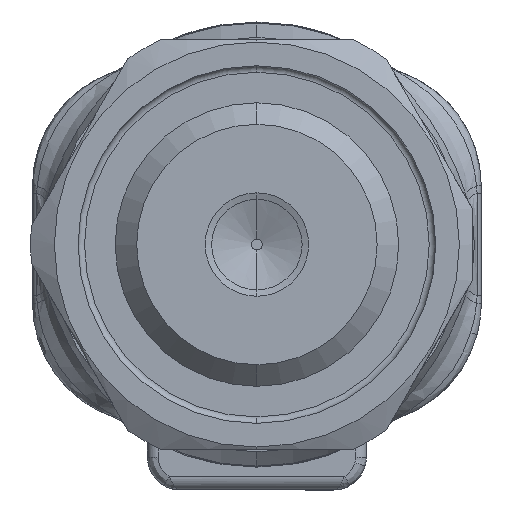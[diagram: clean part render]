
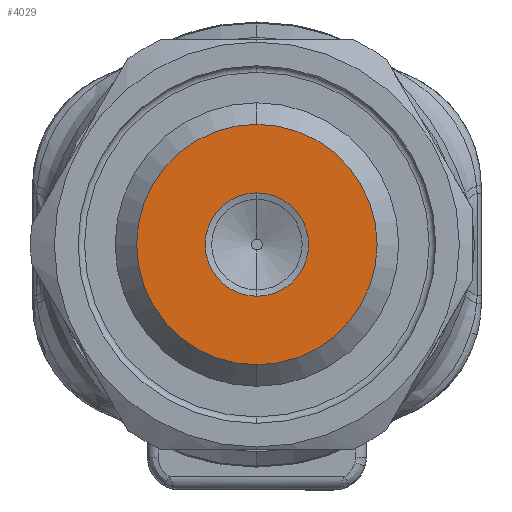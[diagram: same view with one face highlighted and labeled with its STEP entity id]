
A CAD part, front view. The second image highlights one B-rep face of the part: STEP entity #4029.
In plain terms, the highlighted planar face has unit normal (0, -1, 0).
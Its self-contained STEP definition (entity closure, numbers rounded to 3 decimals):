
#392 = DIRECTION ( 'NONE',  ( 0., -1., 0. ) ) ;
#546 = DIRECTION ( 'NONE',  ( 0., -1., 0. ) ) ;
#688 = FACE_BOUND ( 'NONE', #3577, .T. ) ;
#1141 = CIRCLE ( 'NONE', #6460, 2.4 ) ;
#1220 = CARTESIAN_POINT ( 'NONE',  ( 0., 0., 0. ) ) ;
#1480 = VERTEX_POINT ( 'NONE', #3017 ) ;
#2010 = AXIS2_PLACEMENT_3D ( 'NONE', #7236, #13352, #12402 ) ;
#2269 = FACE_OUTER_BOUND ( 'NONE', #4605, .T. ) ;
#2343 = EDGE_CURVE ( 'NONE', #13490, #2936, #1141, .T. ) ;
#2936 = VERTEX_POINT ( 'NONE', #5164 ) ;
#2971 = EDGE_CURVE ( 'NONE', #1480, #5645, #11886, .T. ) ;
#3017 = CARTESIAN_POINT ( 'NONE',  ( 0., 0., -5.58 ) ) ;
#3577 = EDGE_LOOP ( 'NONE', ( #5157, #5498 ) ) ;
#4029 = ADVANCED_FACE ( 'NONE', ( #2269, #688 ), #10929, .T. ) ;
#4496 = DIRECTION ( 'NONE',  ( 0., 0., -1. ) ) ;
#4605 = EDGE_LOOP ( 'NONE', ( #13293, #11840 ) ) ;
#4754 = DIRECTION ( 'NONE',  ( 0., -1., 0. ) ) ;
#4766 = CIRCLE ( 'NONE', #8410, 5.58 ) ;
#5157 = ORIENTED_EDGE ( 'NONE', *, *, #10993, .F. ) ;
#5164 = CARTESIAN_POINT ( 'NONE',  ( 0., 0., -2.4 ) ) ;
#5498 = ORIENTED_EDGE ( 'NONE', *, *, #2343, .F. ) ;
#5645 = VERTEX_POINT ( 'NONE', #12545 ) ;
#6460 = AXIS2_PLACEMENT_3D ( 'NONE', #10995, #4754, #12028 ) ;
#6772 = CARTESIAN_POINT ( 'NONE',  ( 5.58, 0., 0. ) ) ;
#7236 = CARTESIAN_POINT ( 'NONE',  ( 0., 0., 0. ) ) ;
#7362 = DIRECTION ( 'NONE',  ( 0., -1., 0. ) ) ;
#7616 = CARTESIAN_POINT ( 'NONE',  ( 0., 0., 0. ) ) ;
#7659 = DIRECTION ( 'NONE',  ( 0., 0., -1. ) ) ;
#8410 = AXIS2_PLACEMENT_3D ( 'NONE', #1220, #7362, #10492 ) ;
#8515 = AXIS2_PLACEMENT_3D ( 'NONE', #7616, #392, #7659 ) ;
#8858 = CARTESIAN_POINT ( 'NONE',  ( 0., 0., 2.4 ) ) ;
#9540 = EDGE_CURVE ( 'NONE', #5645, #1480, #4766, .T. ) ;
#10492 = DIRECTION ( 'NONE',  ( 0., 0., -1. ) ) ;
#10929 = PLANE ( 'NONE',  #12583 ) ;
#10993 = EDGE_CURVE ( 'NONE', #2936, #13490, #11577, .T. ) ;
#10995 = CARTESIAN_POINT ( 'NONE',  ( 0., 0., 0. ) ) ;
#11577 = CIRCLE ( 'NONE', #8515, 2.4 ) ;
#11840 = ORIENTED_EDGE ( 'NONE', *, *, #2971, .T. ) ;
#11886 = CIRCLE ( 'NONE', #2010, 5.58 ) ;
#12028 = DIRECTION ( 'NONE',  ( 0., 0., -1. ) ) ;
#12402 = DIRECTION ( 'NONE',  ( 0., 0., -1. ) ) ;
#12545 = CARTESIAN_POINT ( 'NONE',  ( 0., 0., 5.58 ) ) ;
#12583 = AXIS2_PLACEMENT_3D ( 'NONE', #6772, #546, #4496 ) ;
#13293 = ORIENTED_EDGE ( 'NONE', *, *, #9540, .T. ) ;
#13352 = DIRECTION ( 'NONE',  ( 0., -1., 0. ) ) ;
#13490 = VERTEX_POINT ( 'NONE', #8858 ) ;
